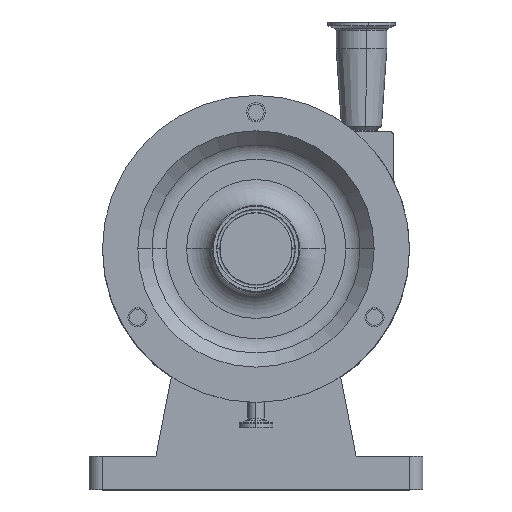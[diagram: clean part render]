
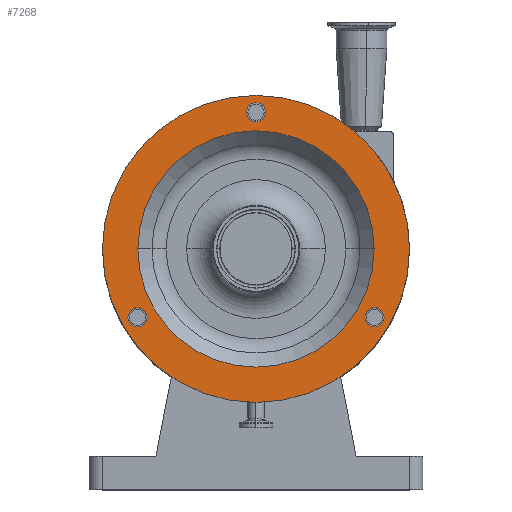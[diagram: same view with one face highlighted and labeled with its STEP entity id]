
A CAD part, top view. The second image highlights one B-rep face of the part: STEP entity #7268.
In plain terms, the highlighted planar face has unit normal (0, 0, 1).
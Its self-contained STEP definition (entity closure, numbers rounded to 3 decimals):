
#2914 = DIRECTION ( 'NONE',  ( 0., 0., 1. ) ) ;
#2915 = CIRCLE ( 'NONE', #2982, 7.144 ) ;
#2916 = CIRCLE ( 'NONE', #2921, 88.5 ) ;
#2919 = DIRECTION ( 'NONE',  ( 0., 0., 1. ) ) ;
#2920 = CARTESIAN_POINT ( 'NONE',  ( 0., 0., 194. ) ) ;
#2921 = AXIS2_PLACEMENT_3D ( 'NONE', #2920, #2919, #3095 ) ;
#2981 = DIRECTION ( 'NONE',  ( 1., 0., 0. ) ) ;
#2982 = AXIS2_PLACEMENT_3D ( 'NONE', #3100, #2914, #2981 ) ;
#3067 = DIRECTION ( 'NONE',  ( 1., 0., 0. ) ) ;
#3068 = DIRECTION ( 'NONE',  ( 0., 0., 1. ) ) ;
#3069 = CARTESIAN_POINT ( 'NONE',  ( 0., 0., 194. ) ) ;
#3070 = AXIS2_PLACEMENT_3D ( 'NONE', #3069, #3068, #3067 ) ;
#3095 = DIRECTION ( 'NONE',  ( 1., 0., 0. ) ) ;
#3100 = CARTESIAN_POINT ( 'NONE',  ( -88.768, -51.25, 194. ) ) ;
#3124 = CIRCLE ( 'NONE', #3070, 115. ) ;
#3241 = PLANE ( 'NONE',  #3307 ) ;
#3302 = DIRECTION ( 'NONE',  ( -1., 0., 0. ) ) ;
#3307 = AXIS2_PLACEMENT_3D ( 'NONE', #3316, #3315, #3302 ) ;
#3308 = FACE_BOUND ( 'NONE', #7031, .T. ) ;
#3309 = FACE_OUTER_BOUND ( 'NONE', #7034, .T. ) ;
#3310 = DIRECTION ( 'NONE',  ( 1., 0., 0. ) ) ;
#3311 = DIRECTION ( 'NONE',  ( 0., 0., 1. ) ) ;
#3312 = CARTESIAN_POINT ( 'NONE',  ( 0., 102.5, 194. ) ) ;
#3313 = AXIS2_PLACEMENT_3D ( 'NONE', #3312, #3311, #3310 ) ;
#3314 = CIRCLE ( 'NONE', #3313, 7.144 ) ;
#3315 = DIRECTION ( 'NONE',  ( 0., 0., -1. ) ) ;
#3316 = CARTESIAN_POINT ( 'NONE',  ( 0., 32., 194. ) ) ;
#3318 = FACE_BOUND ( 'NONE', #7028, .T. ) ;
#3320 = FACE_BOUND ( 'NONE', #7230, .T. ) ;
#3322 = FACE_BOUND ( 'NONE', #7243, .T. ) ;
#3364 = AXIS2_PLACEMENT_3D ( 'NONE', #3396, #3394, #3393 ) ;
#3368 = CIRCLE ( 'NONE', #3364, 7.144 ) ;
#3393 = DIRECTION ( 'NONE',  ( 1., 0., 0. ) ) ;
#3394 = DIRECTION ( 'NONE',  ( 0., 0., 1. ) ) ;
#3396 = CARTESIAN_POINT ( 'NONE',  ( 88.768, -51.25, 194. ) ) ;
#5445 = AXIS2_PLACEMENT_3D ( 'NONE', #5512, #5510, #5537 ) ;
#5446 = CIRCLE ( 'NONE', #5445, 115. ) ;
#5510 = DIRECTION ( 'NONE',  ( 0., 0., 1. ) ) ;
#5512 = CARTESIAN_POINT ( 'NONE',  ( 0., 0., 194. ) ) ;
#5537 = DIRECTION ( 'NONE',  ( 1., 0., 0. ) ) ;
#6049 = DIRECTION ( 'NONE',  ( 0., 0., 1. ) ) ;
#6050 = CARTESIAN_POINT ( 'NONE',  ( 81.624, -51.25, 194. ) ) ;
#6052 = CARTESIAN_POINT ( 'NONE',  ( 95.911, -51.25, 194. ) ) ;
#6055 = CIRCLE ( 'NONE', #6073, 7.144 ) ;
#6062 = DIRECTION ( 'NONE',  ( 1., 0., 0. ) ) ;
#6063 = CARTESIAN_POINT ( 'NONE',  ( 88.768, -51.25, 194. ) ) ;
#6073 = AXIS2_PLACEMENT_3D ( 'NONE', #6063, #6049, #6062 ) ;
#6076 = DIRECTION ( 'NONE',  ( 1., 0., 0. ) ) ;
#6077 = DIRECTION ( 'NONE',  ( 0., 0., 1. ) ) ;
#6078 = CARTESIAN_POINT ( 'NONE',  ( -88.768, -51.25, 194. ) ) ;
#6093 = AXIS2_PLACEMENT_3D ( 'NONE', #6078, #6077, #6076 ) ;
#6094 = CIRCLE ( 'NONE', #6093, 7.144 ) ;
#6101 = CARTESIAN_POINT ( 'NONE',  ( 88.5, 0., 194. ) ) ;
#6116 = AXIS2_PLACEMENT_3D ( 'NONE', #6299, #6302, #6301 ) ;
#6151 = CARTESIAN_POINT ( 'NONE',  ( 115., 0., 194. ) ) ;
#6155 = DIRECTION ( 'NONE',  ( 1., 0., 0. ) ) ;
#6157 = DIRECTION ( 'NONE',  ( 0., 0., 1. ) ) ;
#6158 = CARTESIAN_POINT ( 'NONE',  ( 0., 102.5, 194. ) ) ;
#6166 = AXIS2_PLACEMENT_3D ( 'NONE', #6158, #6157, #6155 ) ;
#6172 = CIRCLE ( 'NONE', #6166, 7.144 ) ;
#6189 = CIRCLE ( 'NONE', #6116, 88.5 ) ;
#6208 = CARTESIAN_POINT ( 'NONE',  ( -7.144, 102.5, 194. ) ) ;
#6299 = CARTESIAN_POINT ( 'NONE',  ( 0., 0., 194. ) ) ;
#6301 = DIRECTION ( 'NONE',  ( 1., 0., 0. ) ) ;
#6302 = DIRECTION ( 'NONE',  ( 0., 0., 1. ) ) ;
#6303 = CARTESIAN_POINT ( 'NONE',  ( -88.5, 0., 194. ) ) ;
#6987 = CARTESIAN_POINT ( 'NONE',  ( -115., 0., 194. ) ) ;
#7028 = EDGE_LOOP ( 'NONE', ( #7112, #7107 ) ) ;
#7030 = ORIENTED_EDGE ( 'NONE', *, *, #8758, .T. ) ;
#7031 = EDGE_LOOP ( 'NONE', ( #7385, #7381 ) ) ;
#7034 = EDGE_LOOP ( 'NONE', ( #7030, #7240 ) ) ;
#7042 = EDGE_CURVE ( 'NONE', #8748, #8751, #2916, .T. ) ;
#7063 = EDGE_CURVE ( 'NONE', #8904, #8901, #2915, .T. ) ;
#7105 = ORIENTED_EDGE ( 'NONE', *, *, #8713, .F. ) ;
#7107 = ORIENTED_EDGE ( 'NONE', *, *, #8755, .F. ) ;
#7109 = ORIENTED_EDGE ( 'NONE', *, *, #7063, .F. ) ;
#7112 = ORIENTED_EDGE ( 'NONE', *, *, #7258, .F. ) ;
#7114 = ORIENTED_EDGE ( 'NONE', *, *, #8717, .F. ) ;
#7123 = ORIENTED_EDGE ( 'NONE', *, *, #7393, .F. ) ;
#7126 = EDGE_CURVE ( 'NONE', #8913, #8763, #3124, .T. ) ;
#7184 = CARTESIAN_POINT ( 'NONE',  ( 7.144, 102.5, 194. ) ) ;
#7230 = EDGE_LOOP ( 'NONE', ( #7109, #7105 ) ) ;
#7240 = ORIENTED_EDGE ( 'NONE', *, *, #7126, .T. ) ;
#7243 = EDGE_LOOP ( 'NONE', ( #7123, #7114 ) ) ;
#7258 = EDGE_CURVE ( 'NONE', #8899, #8756, #3314, .T. ) ;
#7268 = ADVANCED_FACE ( 'NONE', ( #3322, #3320, #3318, #3309, #3308 ), #3241, .F. ) ;
#7369 = CARTESIAN_POINT ( 'NONE',  ( -81.624, -51.25, 194. ) ) ;
#7377 = CARTESIAN_POINT ( 'NONE',  ( -95.911, -51.25, 194. ) ) ;
#7381 = ORIENTED_EDGE ( 'NONE', *, *, #8746, .F. ) ;
#7385 = ORIENTED_EDGE ( 'NONE', *, *, #7042, .F. ) ;
#7393 = EDGE_CURVE ( 'NONE', #8719, #8716, #3368, .T. ) ;
#8713 = EDGE_CURVE ( 'NONE', #8901, #8904, #6094, .T. ) ;
#8716 = VERTEX_POINT ( 'NONE', #6050 ) ;
#8717 = EDGE_CURVE ( 'NONE', #8716, #8719, #6055, .T. ) ;
#8719 = VERTEX_POINT ( 'NONE', #6052 ) ;
#8746 = EDGE_CURVE ( 'NONE', #8751, #8748, #6189, .T. ) ;
#8748 = VERTEX_POINT ( 'NONE', #6101 ) ;
#8751 = VERTEX_POINT ( 'NONE', #6303 ) ;
#8755 = EDGE_CURVE ( 'NONE', #8756, #8899, #6172, .T. ) ;
#8756 = VERTEX_POINT ( 'NONE', #6208 ) ;
#8758 = EDGE_CURVE ( 'NONE', #8763, #8913, #5446, .T. ) ;
#8763 = VERTEX_POINT ( 'NONE', #6151 ) ;
#8899 = VERTEX_POINT ( 'NONE', #7184 ) ;
#8901 = VERTEX_POINT ( 'NONE', #7377 ) ;
#8904 = VERTEX_POINT ( 'NONE', #7369 ) ;
#8913 = VERTEX_POINT ( 'NONE', #6987 ) ;
